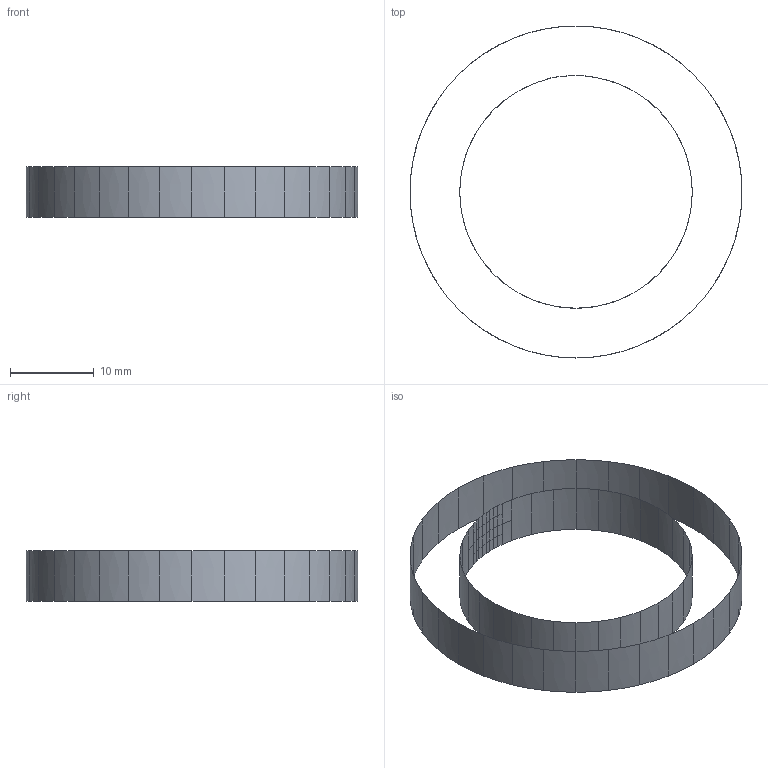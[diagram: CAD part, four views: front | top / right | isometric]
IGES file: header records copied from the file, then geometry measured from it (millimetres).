
Start section: # Created via the free libIGES (https://github.com/cbernardo/libIGES)
Global section: file name: Cylindre.igs; native system: none; preprocessor: libIGES Version 0.3; date: 20230103.093604; units: millimetre
Bounding box: 39.74 x 39.74 x 6 mm (x, y, z)
Surface area: 1290.2 mm2 (no closed solid volume)
Topology: 0 solids, 0 shells, 113 faces, 452 edges, 452 vertices
Faces by surface type: bspline 113
